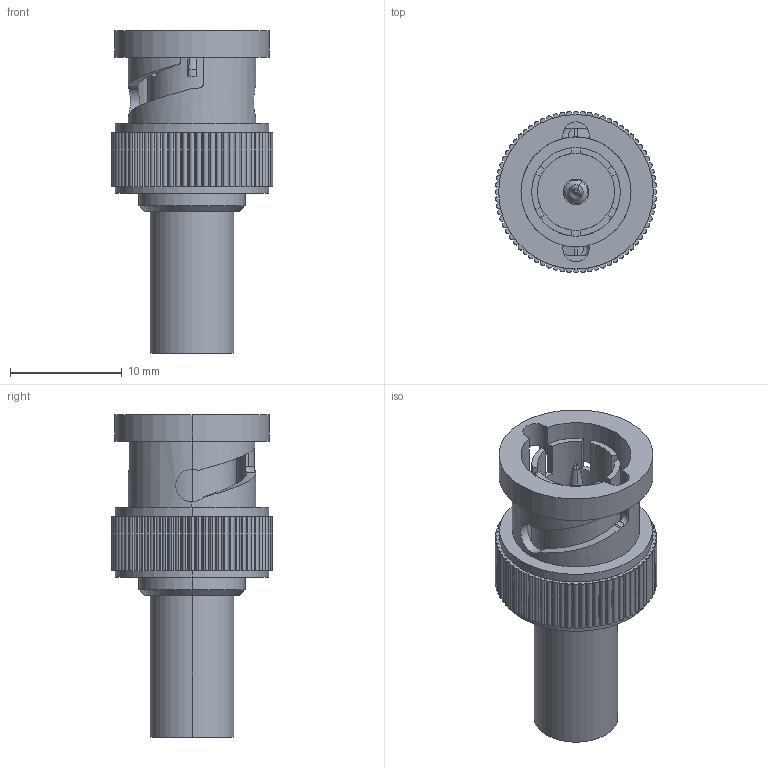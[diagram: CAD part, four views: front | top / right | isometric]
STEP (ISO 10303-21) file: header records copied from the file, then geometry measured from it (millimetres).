
FILE_DESCRIPTION (( 'STEP AP203' ), '1' );
FILE_NAME ('BAC-UPL2000-D8B.STEP', '2006-06-30T19:34:51', ( ' ' ), ( ' ' ), 'SwSTEP 2.0', 'SolidWorks 2005354', '' );
FILE_SCHEMA (( 'CONFIG_CONTROL_DESIGN' ));
Length unit declared in the file: inch
Products named in the file (4): BAC-UPL2000-D8B-MA1_with flange; BAC-UPL2000-D8B; BAC-UPL2000-D8B-MA3; BAC-UPL2000-D8B-MA2
Assembly tree (3 placements, depth 2):
  BAC-UPL2000-D8B
    BAC-UPL2000-D8B-MA3
    BAC-UPL2000-D8B-MA1_with flange
    BAC-UPL2000-D8B-MA2
Bounding box: 14.48 x 14.48 x 28.91 mm (x, y, z)
Volume: 1473.1 mm3; surface area: 2913.8 mm2
Topology: 3 solids, 3 shells, 354 faces, 1001 edges, 662 vertices
Faces by surface type: plane 189, cylinder 147, cone 10, bspline 8
Entity records: 12729 total; most frequent: CARTESIAN_POINT 2941, ORIENTED_EDGE 2002, DIRECTION 1965, EDGE_CURVE 1001, AXIS2_PLACEMENT_3D 662, VERTEX_POINT 662, LINE 641, VECTOR 641
